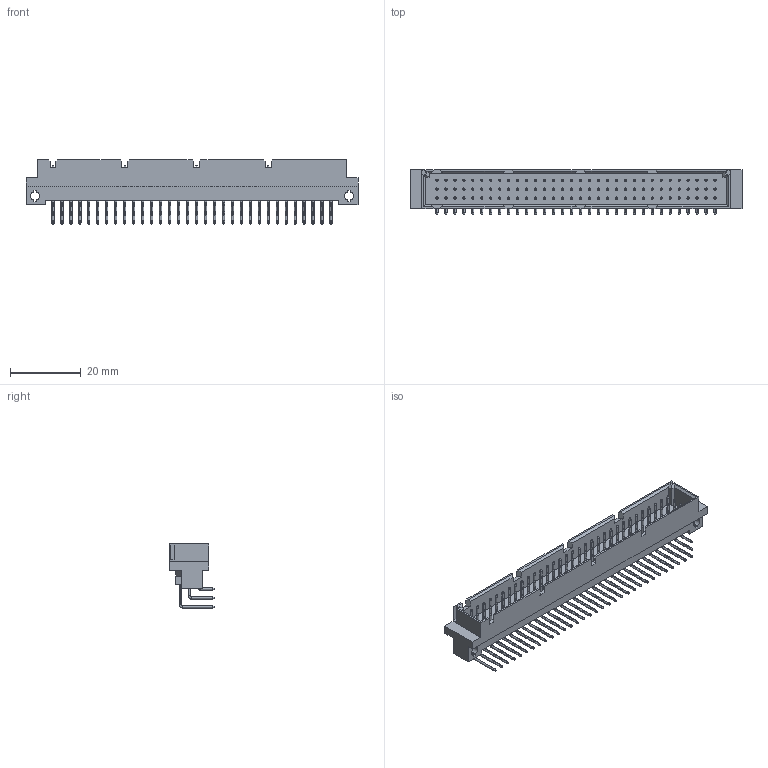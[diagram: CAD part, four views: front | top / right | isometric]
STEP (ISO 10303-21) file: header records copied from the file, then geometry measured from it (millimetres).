
FILE_DESCRIPTION (( 'STEP AP214' ), '1' );
FILE_NAME ('86093967113745ELF.STEP', '2022-08-12T19:14:24', ( '' ), ( '' ), 'SwSTEP 2.0', 'SolidWorks 2017', '' );
FILE_SCHEMA (( 'AUTOMOTIVE_DESIGN' ));
Length unit declared in the file: millimetre
Products named in the file (2): 8609xxx71xxxx5ELF_86093967113745ELF; 86093967113745ELF
Assembly tree (1 placements, depth 2):
  86093967113745ELF
    8609xxx71xxxx5ELF_86093967113745ELF
Bounding box: 94 x 12.7 x 18.14 mm (x, y, z)
Volume: 5743.5 mm3; surface area: 8765.1 mm2
Topology: 193 solids, 193 shells, 1656 faces, 3160 edges, 1890 vertices
Faces by surface type: cylinder 580, plane 500, cone 384, torus 192
Entity records: 43788 total; most frequent: DIRECTION 8344, CARTESIAN_POINT 6710, ORIENTED_EDGE 6320, AXIS2_PLACEMENT_3D 3524, EDGE_CURVE 3160, VERTEX_POINT 1890, CIRCLE 1864, EDGE_LOOP 1660
